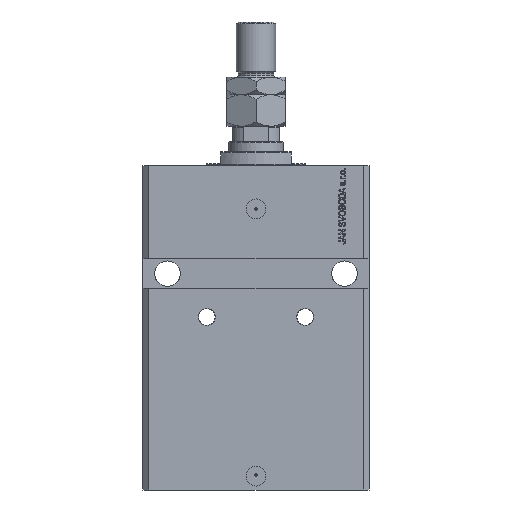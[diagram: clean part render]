
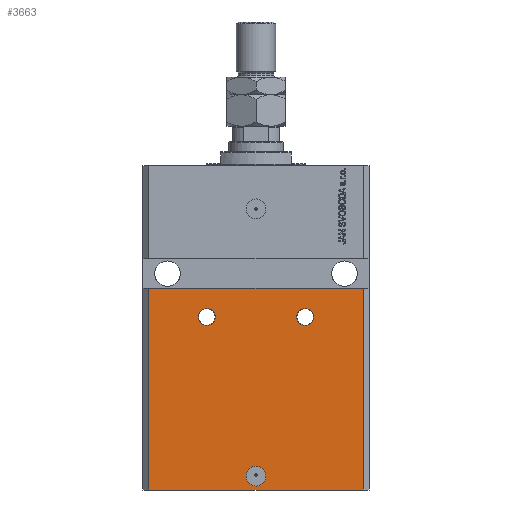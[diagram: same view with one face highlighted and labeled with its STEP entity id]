
A CAD part, front view. The second image highlights one B-rep face of the part: STEP entity #3663.
In plain terms, the highlighted planar face has unit normal (0, -1, 0).
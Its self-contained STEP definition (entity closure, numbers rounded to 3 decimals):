
#311 = CIRCLE ( 'NONE', #35619, 4.25 ) ;
#510 = CARTESIAN_POINT ( 'NONE',  ( -57.5, -45., -62.5 ) ) ;
#1163 = EDGE_LOOP ( 'NONE', ( #2947, #47909 ) ) ;
#2245 = EDGE_CURVE ( 'NONE', #45821, #18987, #7249, .T. ) ;
#2505 = ORIENTED_EDGE ( 'NONE', *, *, #3111, .F. ) ;
#2947 = ORIENTED_EDGE ( 'NONE', *, *, #22484, .F. ) ;
#3111 = EDGE_CURVE ( 'NONE', #48224, #24411, #40236, .T. ) ;
#3272 = CARTESIAN_POINT ( 'NONE',  ( 25., -45., -77. ) ) ;
#3663 = ADVANCED_FACE ( 'NONE', ( #47290, #21717, #47536, #6484 ), #40408, .T. ) ;
#3704 = CARTESIAN_POINT ( 'NONE',  ( -54.5, -45., -62.5 ) ) ;
#3777 = CARTESIAN_POINT ( 'NONE',  ( 29.25, -45., -77. ) ) ;
#4866 = ORIENTED_EDGE ( 'NONE', *, *, #6104, .F. ) ;
#5147 = EDGE_LOOP ( 'NONE', ( #4866, #45709 ) ) ;
#6102 = EDGE_CURVE ( 'NONE', #30839, #31628, #7631, .T. ) ;
#6104 = EDGE_CURVE ( 'NONE', #18987, #45821, #31677, .T. ) ;
#6484 = FACE_OUTER_BOUND ( 'NONE', #36544, .T. ) ;
#6655 = CARTESIAN_POINT ( 'NONE',  ( 5., -45., -158. ) ) ;
#7249 = CIRCLE ( 'NONE', #43354, 5. ) ;
#7631 = LINE ( 'NONE', #510, #8955 ) ;
#7861 = DIRECTION ( 'NONE',  ( 1., 0., 0. ) ) ;
#8363 = DIRECTION ( 'NONE',  ( 0., -1., 0. ) ) ;
#8660 = CARTESIAN_POINT ( 'NONE',  ( -25., -45., -77. ) ) ;
#8955 = VECTOR ( 'NONE', #19425, 1000. ) ;
#9460 = DIRECTION ( 'NONE',  ( 1., 0., 0. ) ) ;
#9546 = CARTESIAN_POINT ( 'NONE',  ( 20.75, -45., -77. ) ) ;
#10874 = EDGE_CURVE ( 'NONE', #18185, #23495, #311, .T. ) ;
#11365 = DIRECTION ( 'NONE',  ( 0., -1., 0. ) ) ;
#11894 = DIRECTION ( 'NONE',  ( 0., -1., 0. ) ) ;
#11931 = AXIS2_PLACEMENT_3D ( 'NONE', #31891, #11894, #19268 ) ;
#12565 = LINE ( 'NONE', #19447, #25421 ) ;
#13864 = CARTESIAN_POINT ( 'NONE',  ( -54.5, -45., -165. ) ) ;
#14101 = DIRECTION ( 'NONE',  ( 1., 0., 0. ) ) ;
#14361 = CARTESIAN_POINT ( 'NONE',  ( 54.5, -45., -165. ) ) ;
#14614 = CARTESIAN_POINT ( 'NONE',  ( -20.75, -45., -77. ) ) ;
#18080 = ORIENTED_EDGE ( 'NONE', *, *, #47279, .T. ) ;
#18185 = VERTEX_POINT ( 'NONE', #9546 ) ;
#18267 = AXIS2_PLACEMENT_3D ( 'NONE', #13864, #43120, #14101 ) ;
#18585 = ORIENTED_EDGE ( 'NONE', *, *, #37102, .F. ) ;
#18938 = CARTESIAN_POINT ( 'NONE',  ( 54.5, -45., -165. ) ) ;
#18987 = VERTEX_POINT ( 'NONE', #6655 ) ;
#19117 = AXIS2_PLACEMENT_3D ( 'NONE', #41068, #8363, #37376 ) ;
#19268 = DIRECTION ( 'NONE',  ( -1., 0., 0. ) ) ;
#19425 = DIRECTION ( 'NONE',  ( 1., 0., 0. ) ) ;
#19447 = CARTESIAN_POINT ( 'NONE',  ( -54.5, -45., -165. ) ) ;
#20047 = CARTESIAN_POINT ( 'NONE',  ( -54.5, -45., -165. ) ) ;
#20402 = DIRECTION ( 'NONE',  ( 0., 0., 1. ) ) ;
#21105 = ORIENTED_EDGE ( 'NONE', *, *, #41244, .F. ) ;
#21717 = FACE_BOUND ( 'NONE', #1163, .T. ) ;
#21973 = DIRECTION ( 'NONE',  ( 0., 0., 1. ) ) ;
#22164 = DIRECTION ( 'NONE',  ( 1., 0., 0. ) ) ;
#22484 = EDGE_CURVE ( 'NONE', #23495, #18185, #33575, .T. ) ;
#23495 = VERTEX_POINT ( 'NONE', #3777 ) ;
#23640 = DIRECTION ( 'NONE',  ( 0., -1., 0. ) ) ;
#23712 = LINE ( 'NONE', #20047, #30959 ) ;
#24411 = VERTEX_POINT ( 'NONE', #33758 ) ;
#24425 = ORIENTED_EDGE ( 'NONE', *, *, #48266, .T. ) ;
#25169 = LINE ( 'NONE', #14361, #33328 ) ;
#25421 = VECTOR ( 'NONE', #20402, 1000. ) ;
#26989 = CARTESIAN_POINT ( 'NONE',  ( 54.5, -45., -62.5 ) ) ;
#29804 = DIRECTION ( 'NONE',  ( 1., 0., 0. ) ) ;
#29917 = CARTESIAN_POINT ( 'NONE',  ( -54.5, -45., -165. ) ) ;
#30762 = CIRCLE ( 'NONE', #11931, 4.25 ) ;
#30839 = VERTEX_POINT ( 'NONE', #3704 ) ;
#30959 = VECTOR ( 'NONE', #9460, 1000. ) ;
#31142 = VERTEX_POINT ( 'NONE', #29917 ) ;
#31267 = DIRECTION ( 'NONE',  ( -1., 0., 0. ) ) ;
#31628 = VERTEX_POINT ( 'NONE', #26989 ) ;
#31677 = CIRCLE ( 'NONE', #19117, 5. ) ;
#31891 = CARTESIAN_POINT ( 'NONE',  ( -25., -45., -77. ) ) ;
#33328 = VECTOR ( 'NONE', #21973, 1000. ) ;
#33575 = CIRCLE ( 'NONE', #46147, 4.25 ) ;
#33758 = CARTESIAN_POINT ( 'NONE',  ( -29.25, -45., -77. ) ) ;
#33949 = AXIS2_PLACEMENT_3D ( 'NONE', #8660, #23640, #31267 ) ;
#35619 = AXIS2_PLACEMENT_3D ( 'NONE', #40850, #11365, #22164 ) ;
#36544 = EDGE_LOOP ( 'NONE', ( #39579, #21105, #18080, #24425 ) ) ;
#37102 = EDGE_CURVE ( 'NONE', #24411, #48224, #30762, .T. ) ;
#37376 = DIRECTION ( 'NONE',  ( 1., 0., 0. ) ) ;
#38869 = EDGE_LOOP ( 'NONE', ( #2505, #18585 ) ) ;
#39309 = CARTESIAN_POINT ( 'NONE',  ( -5., -45., -158. ) ) ;
#39579 = ORIENTED_EDGE ( 'NONE', *, *, #6102, .F. ) ;
#40236 = CIRCLE ( 'NONE', #33949, 4.25 ) ;
#40408 = PLANE ( 'NONE',  #18267 ) ;
#40850 = CARTESIAN_POINT ( 'NONE',  ( 25., -45., -77. ) ) ;
#41068 = CARTESIAN_POINT ( 'NONE',  ( 0., -45., -158. ) ) ;
#41244 = EDGE_CURVE ( 'NONE', #31142, #30839, #12565, .T. ) ;
#41309 = CARTESIAN_POINT ( 'NONE',  ( 0., -45., -158. ) ) ;
#42037 = DIRECTION ( 'NONE',  ( 0., -1., 0. ) ) ;
#43120 = DIRECTION ( 'NONE',  ( 0., -1., 0. ) ) ;
#43354 = AXIS2_PLACEMENT_3D ( 'NONE', #41309, #42037, #7861 ) ;
#44327 = DIRECTION ( 'NONE',  ( 0., -1., 0. ) ) ;
#45709 = ORIENTED_EDGE ( 'NONE', *, *, #2245, .F. ) ;
#45821 = VERTEX_POINT ( 'NONE', #39309 ) ;
#46147 = AXIS2_PLACEMENT_3D ( 'NONE', #3272, #44327, #29804 ) ;
#47279 = EDGE_CURVE ( 'NONE', #31142, #48552, #23712, .T. ) ;
#47290 = FACE_BOUND ( 'NONE', #5147, .T. ) ;
#47536 = FACE_BOUND ( 'NONE', #38869, .T. ) ;
#47909 = ORIENTED_EDGE ( 'NONE', *, *, #10874, .F. ) ;
#48224 = VERTEX_POINT ( 'NONE', #14614 ) ;
#48266 = EDGE_CURVE ( 'NONE', #48552, #31628, #25169, .T. ) ;
#48552 = VERTEX_POINT ( 'NONE', #18938 ) ;
